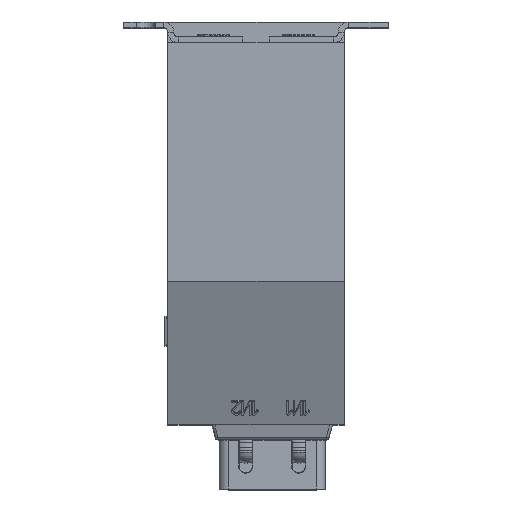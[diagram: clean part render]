
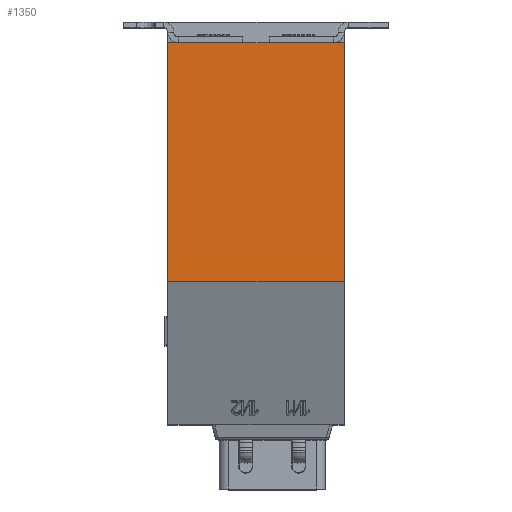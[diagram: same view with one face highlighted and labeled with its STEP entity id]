
A CAD part, top view. The second image highlights one B-rep face of the part: STEP entity #1350.
In plain terms, the highlighted planar face has unit normal (0, 0, 1).
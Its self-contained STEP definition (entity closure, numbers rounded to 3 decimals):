
#1350=ADVANCED_FACE('',(#9834),#9836,.T.);
#9834=FACE_BOUND('',#9835,.T.);
#9835=EDGE_LOOP('',(#17326,#17327,#17328,#17329));
#9836=PLANE('',#9837);
#9837=AXIS2_PLACEMENT_3D('',#9838,#9839,#9840);
#9838=CARTESIAN_POINT('',(0.,-30.25,60.115));
#9839=DIRECTION('',(0.,-0.,1.));
#9840=DIRECTION('',(0.,1.,0.));
#17326=ORIENTED_EDGE('',*,*,#21836,.T.);
#17327=ORIENTED_EDGE('',*,*,#22203,.T.);
#17328=ORIENTED_EDGE('',*,*,#21842,.F.);
#17329=ORIENTED_EDGE('',*,*,#22206,.F.);
#21836=EDGE_CURVE('',#24304,#24302,#24305,.F.);
#21842=EDGE_CURVE('',#24313,#24315,#24316,.T.);
#22203=EDGE_CURVE('',#24302,#24315,#25030,.T.);
#22206=EDGE_CURVE('',#24304,#24313,#25035,.T.);
#24302=VERTEX_POINT('',#28407);
#24304=VERTEX_POINT('',#28411);
#24305=LINE('',#28412,#28413);
#24313=VERTEX_POINT('',#28431);
#24315=VERTEX_POINT('',#28435);
#24316=LINE('',#28436,#28437);
#25030=LINE('',#30129,#30130);
#25035=LINE('',#30142,#30143);
#28407=CARTESIAN_POINT('',(-30.,51.,60.115));
#28411=CARTESIAN_POINT('',(-30.,-30.25,60.115));
#28412=CARTESIAN_POINT('',(-30.,51.,60.115));
#28413=VECTOR('',#28414,1.);
#28414=DIRECTION('',(0.,-1.,0.));
#28431=CARTESIAN_POINT('',(-90.,-30.25,60.115));
#28435=CARTESIAN_POINT('',(-90.,51.,60.115));
#28436=CARTESIAN_POINT('',(-90.,-30.25,60.115));
#28437=VECTOR('',#28438,1.);
#28438=DIRECTION('',(0.,1.,0.));
#30129=CARTESIAN_POINT('',(-30.,51.,60.115));
#30130=VECTOR('',#30131,1.);
#30131=DIRECTION('',(-1.,0.,0.));
#30142=CARTESIAN_POINT('',(-30.,-30.25,60.115));
#30143=VECTOR('',#30144,1.);
#30144=DIRECTION('',(-1.,0.,0.));
